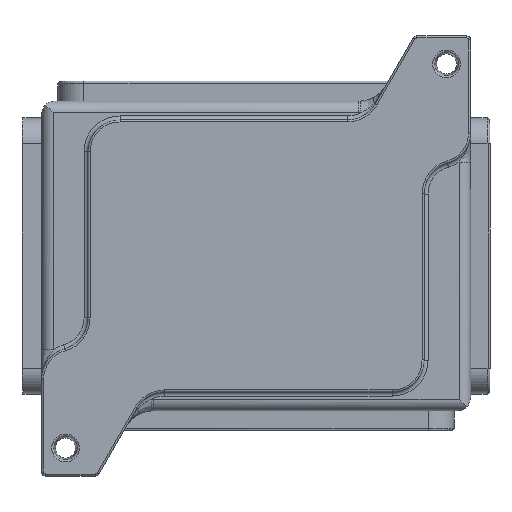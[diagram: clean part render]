
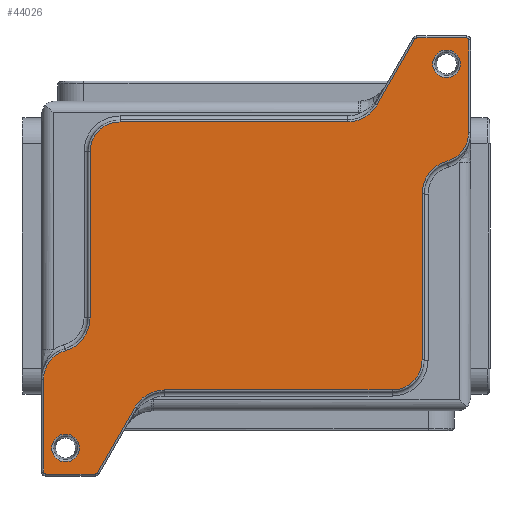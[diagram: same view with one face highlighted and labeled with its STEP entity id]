
A CAD part, top view. The second image highlights one B-rep face of the part: STEP entity #44026.
In plain terms, the highlighted planar face has unit normal (0, 0, 1).
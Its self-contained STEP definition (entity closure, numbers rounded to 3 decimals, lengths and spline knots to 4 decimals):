
#1104=LINE('',#56713,#5191);
#1105=LINE('',#56717,#5192);
#1106=LINE('',#56723,#5193);
#1107=LINE('',#56727,#5194);
#1108=LINE('',#56731,#5195);
#1109=LINE('',#56735,#5196);
#1110=LINE('',#56739,#5197);
#1111=LINE('',#56745,#5198);
#1112=LINE('',#56749,#5199);
#1113=LINE('',#56752,#5200);
#5191=VECTOR('',#48608,3.5551);
#5192=VECTOR('',#48611,2.5935);
#5193=VECTOR('',#48616,1.4446);
#5194=VECTOR('',#48619,0.7764);
#5195=VECTOR('',#48622,1.1908);
#5196=VECTOR('',#48625,3.5551);
#5197=VECTOR('',#48628,2.5935);
#5198=VECTOR('',#48633,1.4446);
#5199=VECTOR('',#48636,0.7764);
#5200=VECTOR('',#48639,1.1908);
#9215=PLANE('',#46506);
#12935=FACE_BOUND('',#17666,.T.);
#12936=FACE_BOUND('',#17667,.T.);
#15233=FACE_OUTER_BOUND('',#17665,.T.);
#17665=EDGE_LOOP('',(#31422,#31423,#31424,#31425,#31426,#31427,#31428,#31429,
#31430,#31431,#31432,#31433,#31434,#31435,#31436,#31437,#31438,#31439,#31440,
#31441,#31442,#31443));
#17666=EDGE_LOOP('',(#31444));
#17667=EDGE_LOOP('',(#31445));
#20278=CIRCLE('',#46505,0.2163);
#20279=CIRCLE('',#46507,0.5313);
#20280=CIRCLE('',#46508,0.4688);
#20281=CIRCLE('',#46509,0.5313);
#20282=CIRCLE('',#46510,0.4688);
#20283=CIRCLE('',#46511,0.0313);
#20284=CIRCLE('',#46512,0.0313);
#20285=CIRCLE('',#46513,0.5313);
#20286=CIRCLE('',#46514,0.4688);
#20287=CIRCLE('',#46515,0.5313);
#20288=CIRCLE('',#46516,0.4688);
#20289=CIRCLE('',#46517,0.0313);
#20290=CIRCLE('',#46518,0.0313);
#20291=CIRCLE('',#46519,0.2163);
#20718=VERTEX_POINT('',#56706);
#20719=VERTEX_POINT('',#56709);
#20720=VERTEX_POINT('',#56710);
#20721=VERTEX_POINT('',#56712);
#20722=VERTEX_POINT('',#56714);
#20723=VERTEX_POINT('',#56716);
#20724=VERTEX_POINT('',#56718);
#20725=VERTEX_POINT('',#56720);
#20726=VERTEX_POINT('',#56722);
#20727=VERTEX_POINT('',#56724);
#20728=VERTEX_POINT('',#56726);
#20729=VERTEX_POINT('',#56728);
#20730=VERTEX_POINT('',#56730);
#20731=VERTEX_POINT('',#56732);
#20732=VERTEX_POINT('',#56734);
#20733=VERTEX_POINT('',#56736);
#20734=VERTEX_POINT('',#56738);
#20735=VERTEX_POINT('',#56740);
#20736=VERTEX_POINT('',#56742);
#20737=VERTEX_POINT('',#56744);
#20738=VERTEX_POINT('',#56746);
#20739=VERTEX_POINT('',#56748);
#20740=VERTEX_POINT('',#56750);
#20741=VERTEX_POINT('',#56753);
#24961=EDGE_CURVE('',#20718,#20718,#20278,.T.);
#24962=EDGE_CURVE('',#20719,#20720,#20279,.T.);
#24963=EDGE_CURVE('',#20721,#20719,#1104,.T.);
#24964=EDGE_CURVE('',#20722,#20721,#20280,.T.);
#24965=EDGE_CURVE('',#20723,#20722,#1105,.T.);
#24966=EDGE_CURVE('',#20724,#20723,#20281,.T.);
#24967=EDGE_CURVE('',#20725,#20724,#20282,.T.);
#24968=EDGE_CURVE('',#20726,#20725,#1106,.T.);
#24969=EDGE_CURVE('',#20727,#20726,#20283,.T.);
#24970=EDGE_CURVE('',#20728,#20727,#1107,.T.);
#24971=EDGE_CURVE('',#20729,#20728,#20284,.T.);
#24972=EDGE_CURVE('',#20730,#20729,#1108,.T.);
#24973=EDGE_CURVE('',#20731,#20730,#20285,.T.);
#24974=EDGE_CURVE('',#20732,#20731,#1109,.T.);
#24975=EDGE_CURVE('',#20733,#20732,#20286,.T.);
#24976=EDGE_CURVE('',#20734,#20733,#1110,.T.);
#24977=EDGE_CURVE('',#20735,#20734,#20287,.T.);
#24978=EDGE_CURVE('',#20736,#20735,#20288,.T.);
#24979=EDGE_CURVE('',#20737,#20736,#1111,.T.);
#24980=EDGE_CURVE('',#20738,#20737,#20289,.T.);
#24981=EDGE_CURVE('',#20739,#20738,#1112,.T.);
#24982=EDGE_CURVE('',#20740,#20739,#20290,.T.);
#24983=EDGE_CURVE('',#20720,#20740,#1113,.T.);
#24984=EDGE_CURVE('',#20741,#20741,#20291,.T.);
#31422=ORIENTED_EDGE('',*,*,#24962,.F.);
#31423=ORIENTED_EDGE('',*,*,#24963,.F.);
#31424=ORIENTED_EDGE('',*,*,#24964,.F.);
#31425=ORIENTED_EDGE('',*,*,#24965,.F.);
#31426=ORIENTED_EDGE('',*,*,#24966,.F.);
#31427=ORIENTED_EDGE('',*,*,#24967,.F.);
#31428=ORIENTED_EDGE('',*,*,#24968,.F.);
#31429=ORIENTED_EDGE('',*,*,#24969,.F.);
#31430=ORIENTED_EDGE('',*,*,#24970,.F.);
#31431=ORIENTED_EDGE('',*,*,#24971,.F.);
#31432=ORIENTED_EDGE('',*,*,#24972,.F.);
#31433=ORIENTED_EDGE('',*,*,#24973,.F.);
#31434=ORIENTED_EDGE('',*,*,#24974,.F.);
#31435=ORIENTED_EDGE('',*,*,#24975,.F.);
#31436=ORIENTED_EDGE('',*,*,#24976,.F.);
#31437=ORIENTED_EDGE('',*,*,#24977,.F.);
#31438=ORIENTED_EDGE('',*,*,#24978,.F.);
#31439=ORIENTED_EDGE('',*,*,#24979,.F.);
#31440=ORIENTED_EDGE('',*,*,#24980,.F.);
#31441=ORIENTED_EDGE('',*,*,#24981,.F.);
#31442=ORIENTED_EDGE('',*,*,#24982,.F.);
#31443=ORIENTED_EDGE('',*,*,#24983,.F.);
#31444=ORIENTED_EDGE('',*,*,#24984,.F.);
#31445=ORIENTED_EDGE('',*,*,#24961,.F.);
#44026=ADVANCED_FACE('',(#15233,#12935,#12936),#9215,.T.);
#46505=AXIS2_PLACEMENT_3D('',#56707,#48602,#48603);
#46506=AXIS2_PLACEMENT_3D('',#56708,#48604,#48605);
#46507=AXIS2_PLACEMENT_3D('',#56711,#48606,#48607);
#46508=AXIS2_PLACEMENT_3D('',#56715,#48609,#48610);
#46509=AXIS2_PLACEMENT_3D('',#56719,#48612,#48613);
#46510=AXIS2_PLACEMENT_3D('',#56721,#48614,#48615);
#46511=AXIS2_PLACEMENT_3D('',#56725,#48617,#48618);
#46512=AXIS2_PLACEMENT_3D('',#56729,#48620,#48621);
#46513=AXIS2_PLACEMENT_3D('',#56733,#48623,#48624);
#46514=AXIS2_PLACEMENT_3D('',#56737,#48626,#48627);
#46515=AXIS2_PLACEMENT_3D('',#56741,#48629,#48630);
#46516=AXIS2_PLACEMENT_3D('',#56743,#48631,#48632);
#46517=AXIS2_PLACEMENT_3D('',#56747,#48634,#48635);
#46518=AXIS2_PLACEMENT_3D('',#56751,#48637,#48638);
#46519=AXIS2_PLACEMENT_3D('',#56754,#48640,#48641);
#48602=DIRECTION('center_axis',(0.,0.,1.));
#48603=DIRECTION('ref_axis',(0.,1.,0.));
#48604=DIRECTION('center_axis',(0.,0.,1.));
#48605=DIRECTION('ref_axis',(1.,0.,0.));
#48606=DIRECTION('center_axis',(0.,0.,1.));
#48607=DIRECTION('ref_axis',(-0.5,0.866,0.));
#48608=DIRECTION('',(-1.,0.,0.));
#48609=DIRECTION('center_axis',(0.,0.,-1.));
#48610=DIRECTION('ref_axis',(0.707,-0.707,0.));
#48611=DIRECTION('',(0.,-1.,0.));
#48612=DIRECTION('center_axis',(0.,0.,1.));
#48613=DIRECTION('ref_axis',(-0.798,0.603,0.));
#48614=DIRECTION('center_axis',(0.,0.,-1.));
#48615=DIRECTION('ref_axis',(0.798,-0.603,0.));
#48616=DIRECTION('',(0.,-1.,0.));
#48617=DIRECTION('center_axis',(0.,0.,-1.));
#48618=DIRECTION('ref_axis',(0.707,0.707,0.));
#48619=DIRECTION('',(1.,0.,0.));
#48620=DIRECTION('center_axis',(0.,0.,-1.));
#48621=DIRECTION('ref_axis',(-0.5,0.866,0.));
#48622=DIRECTION('',(0.5,0.866,0.));
#48623=DIRECTION('center_axis',(0.,0.,1.));
#48624=DIRECTION('ref_axis',(0.5,-0.866,0.));
#48625=DIRECTION('',(1.,0.,0.));
#48626=DIRECTION('center_axis',(0.,0.,-1.));
#48627=DIRECTION('ref_axis',(-0.707,0.707,0.));
#48628=DIRECTION('',(0.,1.,0.));
#48629=DIRECTION('center_axis',(0.,0.,1.));
#48630=DIRECTION('ref_axis',(0.798,-0.603,0.));
#48631=DIRECTION('center_axis',(0.,0.,-1.));
#48632=DIRECTION('ref_axis',(-0.798,0.603,0.));
#48633=DIRECTION('',(0.,1.,0.));
#48634=DIRECTION('center_axis',(0.,0.,-1.));
#48635=DIRECTION('ref_axis',(-0.707,-0.707,0.));
#48636=DIRECTION('',(-1.,0.,0.));
#48637=DIRECTION('center_axis',(0.,0.,-1.));
#48638=DIRECTION('ref_axis',(0.5,-0.866,0.));
#48639=DIRECTION('',(-0.5,-0.866,0.));
#48640=DIRECTION('center_axis',(0.,0.,1.));
#48641=DIRECTION('ref_axis',(0.,-1.,0.));
#56706=CARTESIAN_POINT('',(-2.9766,-3.2163,3.375));
#56707=CARTESIAN_POINT('Origin',(-2.9766,-3.,3.375));
#56708=CARTESIAN_POINT('Origin',(-2.7359,-2.4403,3.375));
#56709=CARTESIAN_POINT('',(-1.4301,-2.0938,3.375));
#56710=CARTESIAN_POINT('',(-1.8902,-2.3594,3.375));
#56711=CARTESIAN_POINT('Origin',(-1.4301,-2.625,3.375));
#56712=CARTESIAN_POINT('',(2.125,-2.0938,3.375));
#56713=CARTESIAN_POINT('',(-2.2274,-2.0938,3.375));
#56714=CARTESIAN_POINT('',(2.5938,-1.625,3.375));
#56715=CARTESIAN_POINT('Origin',(2.125,-1.625,3.375));
#56716=CARTESIAN_POINT('',(2.5938,0.9685,3.375));
#56717=CARTESIAN_POINT('',(2.5938,-0.4859,3.375));
#56718=CARTESIAN_POINT('',(2.9797,1.4795,3.375));
#56719=CARTESIAN_POINT('Origin',(3.125,0.9685,3.375));
#56720=CARTESIAN_POINT('',(3.3203,1.9304,3.375));
#56721=CARTESIAN_POINT('Origin',(2.8516,1.9304,3.375));
#56722=CARTESIAN_POINT('',(3.3203,3.375,3.375));
#56723=CARTESIAN_POINT('',(3.3203,-0.0114,3.375));
#56724=CARTESIAN_POINT('',(3.2891,3.4063,3.375));
#56725=CARTESIAN_POINT('Origin',(3.2891,3.375,3.375));
#56726=CARTESIAN_POINT('',(2.5126,3.4063,3.375));
#56727=CARTESIAN_POINT('',(-0.1297,3.4063,3.375));
#56728=CARTESIAN_POINT('',(2.4856,3.3906,3.375));
#56729=CARTESIAN_POINT('Origin',(2.5126,3.375,3.375));
#56730=CARTESIAN_POINT('',(1.8902,2.3594,3.375));
#56731=CARTESIAN_POINT('',(0.2006,-0.5671,3.375));
#56732=CARTESIAN_POINT('',(1.4301,2.0938,3.375));
#56733=CARTESIAN_POINT('Origin',(1.4301,2.625,3.375));
#56734=CARTESIAN_POINT('',(-2.125,2.0938,3.375));
#56735=CARTESIAN_POINT('',(-0.5086,2.0938,3.375));
#56736=CARTESIAN_POINT('',(-2.5938,1.625,3.375));
#56737=CARTESIAN_POINT('Origin',(-2.125,1.625,3.375));
#56738=CARTESIAN_POINT('',(-2.5938,-0.9685,3.375));
#56739=CARTESIAN_POINT('',(-2.5938,-1.9544,3.375));
#56740=CARTESIAN_POINT('',(-2.9797,-1.4795,3.375));
#56741=CARTESIAN_POINT('Origin',(-3.125,-0.9685,3.375));
#56742=CARTESIAN_POINT('',(-3.3203,-1.9304,3.375));
#56743=CARTESIAN_POINT('Origin',(-2.8516,-1.9304,3.375));
#56744=CARTESIAN_POINT('',(-3.3203,-3.375,3.375));
#56745=CARTESIAN_POINT('',(-3.3203,-2.4289,3.375));
#56746=CARTESIAN_POINT('',(-3.2891,-3.4063,3.375));
#56747=CARTESIAN_POINT('Origin',(-3.2891,-3.375,3.375));
#56748=CARTESIAN_POINT('',(-2.5126,-3.4063,3.375));
#56749=CARTESIAN_POINT('',(-2.6063,-3.4063,3.375));
#56750=CARTESIAN_POINT('',(-2.4856,-3.3906,3.375));
#56751=CARTESIAN_POINT('Origin',(-2.5126,-3.375,3.375));
#56752=CARTESIAN_POINT('',(-1.9413,-2.4478,3.375));
#56753=CARTESIAN_POINT('',(2.9766,3.2163,3.375));
#56754=CARTESIAN_POINT('Origin',(2.9766,3.,3.375));
